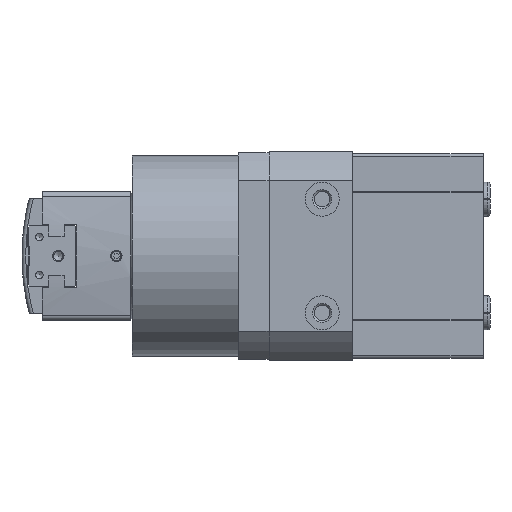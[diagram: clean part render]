
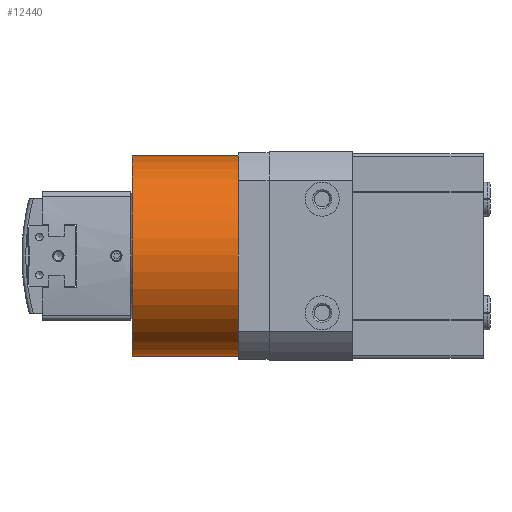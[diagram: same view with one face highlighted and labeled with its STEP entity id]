
A CAD part, left-side view. The second image highlights one B-rep face of the part: STEP entity #12440.
In plain terms, the highlighted cylindrical face has radius 26.5 mm (diameter 53 mm), a partial arc.
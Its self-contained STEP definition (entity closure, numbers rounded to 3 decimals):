
#351=CYLINDRICAL_SURFACE('',#15068,26.5);
#696=CIRCLE('',#15060,26.5);
#697=CIRCLE('',#15062,26.5);
#1454=LINE('',#21317,#2574);
#1458=LINE('',#21329,#2578);
#2574=VECTOR('',#17512,1000.);
#2578=VECTOR('',#17522,1000.);
#4889=ORIENTED_EDGE('',*,*,#7396,.T.);
#4890=ORIENTED_EDGE('',*,*,#7348,.F.);
#4891=ORIENTED_EDGE('',*,*,#7394,.F.);
#4892=ORIENTED_EDGE('',*,*,#7342,.T.);
#7342=EDGE_CURVE('',#8798,#8797,#1454,.T.);
#7348=EDGE_CURVE('',#8802,#8803,#1458,.T.);
#7394=EDGE_CURVE('',#8798,#8802,#696,.T.);
#7396=EDGE_CURVE('',#8797,#8803,#697,.T.);
#8797=VERTEX_POINT('',#21316);
#8798=VERTEX_POINT('',#21318);
#8802=VERTEX_POINT('',#21328);
#8803=VERTEX_POINT('',#21330);
#9999=EDGE_LOOP('',(#4889,#4890,#4891,#4892));
#11062=FACE_BOUND('',#9999,.T.);
#12440=ADVANCED_FACE('',(#11062),#351,.T.);
#15060=AXIS2_PLACEMENT_3D('',#21416,#17603,#17604);
#15062=AXIS2_PLACEMENT_3D('',#21420,#17608,#17609);
#15068=AXIS2_PLACEMENT_3D('',#21444,#17631,#17632);
#17512=DIRECTION('',(0.,-1.,0.));
#17522=DIRECTION('',(0.,-1.,0.));
#17603=DIRECTION('',(0.,1.,0.));
#17604=DIRECTION('',(1.,0.,0.));
#17608=DIRECTION('',(0.,1.,0.));
#17609=DIRECTION('',(1.,0.,0.));
#17631=DIRECTION('',(0.,-1.,0.));
#17632=DIRECTION('',(0.,0.,-1.));
#21316=CARTESIAN_POINT('',(25.183,0.,8.25));
#21317=CARTESIAN_POINT('',(25.183,28.,8.25));
#21318=CARTESIAN_POINT('',(25.183,28.,8.25));
#21328=CARTESIAN_POINT('',(-25.047,28.,8.655));
#21329=CARTESIAN_POINT('',(-25.047,28.,8.655));
#21330=CARTESIAN_POINT('',(-25.047,0.,8.655));
#21416=CARTESIAN_POINT('',(0.,28.,0.));
#21420=CARTESIAN_POINT('',(0.,0.,0.));
#21444=CARTESIAN_POINT('',(0.,28.,0.));
